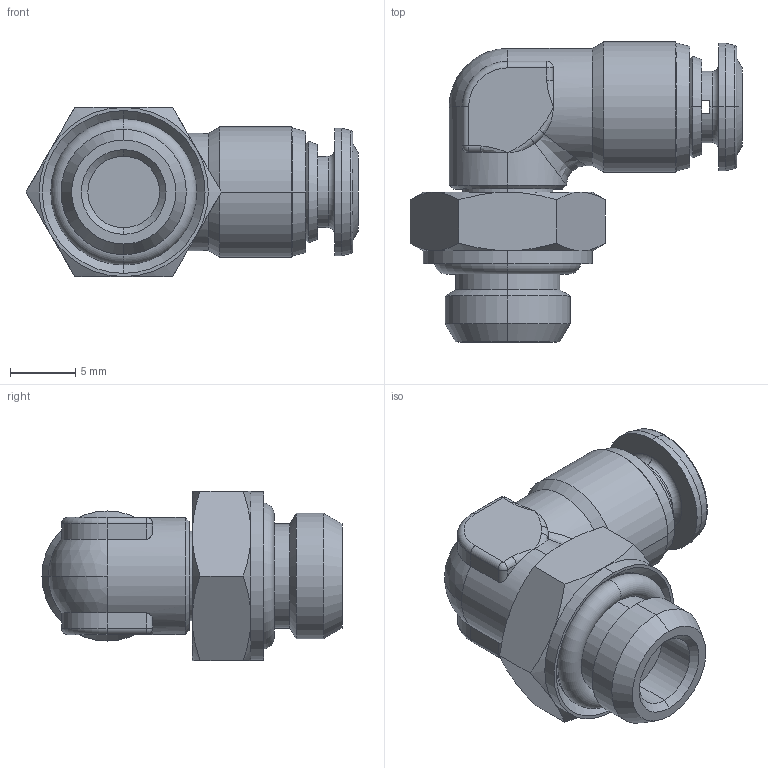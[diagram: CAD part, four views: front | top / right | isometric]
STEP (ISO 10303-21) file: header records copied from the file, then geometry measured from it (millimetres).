
FILE_DESCRIPTION (( 'STEP AP214' ), '1' );
FILE_NAME ('6011500001.step', '2012-10-16T16:32:54', ( '' ), ( '' ), 'SwSTEP 2.0', 'SolidWorks 2012', '' );
FILE_SCHEMA (( 'AUTOMOTIVE_DESIGN' ));
Length unit declared in the file: millimetre
Products named in the file (1): 6011500001
Bounding box: 25.51 x 23.05 x 13 mm (x, y, z)
Volume: 2629.6 mm3; surface area: 1809.4 mm2
Topology: 1 solids, 1 shells, 151 faces, 344 edges, 192 vertices
Faces by surface type: cylinder 43, cone 40, plane 35, torus 18, bspline 9, sphere 6
Entity records: 6222 total; most frequent: CARTESIAN_POINT 1219, DIRECTION 742, ORIENTED_EDGE 664, EDGE_CURVE 332, AXIS2_PLACEMENT_3D 317, VERTEX_POINT 192, CIRCLE 174, EDGE_LOOP 164
